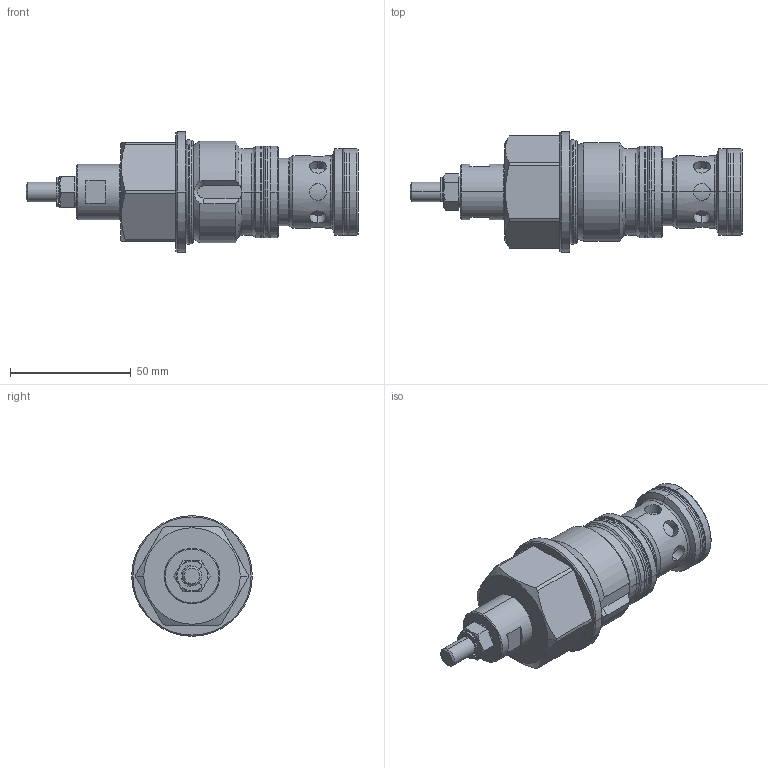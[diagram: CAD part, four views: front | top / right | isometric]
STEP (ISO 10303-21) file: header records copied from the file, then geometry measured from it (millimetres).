
FILE_DESCRIPTION (( 'STEP AP214' ), '1' );
FILE_NAME ('455.F5_Kunde.STEP', '2017-02-22T15:24:45', ( 'user' ), ( '' ), 'SwSTEP 2.0', 'SolidWorks 2016', '' );
FILE_SCHEMA (( 'AUTOMOTIVE_DESIGN' ));
Length unit declared in the file: millimetre
Products named in the file (1): 455.F5_Kunde
Bounding box: 137.67 x 50 x 50 mm (x, y, z)
Volume: 122255.6 mm3; surface area: 23658 mm2
Topology: 5 solids, 5 shells, 216 faces, 477 edges, 287 vertices
Faces by surface type: cylinder 88, plane 54, torus 40, cone 34
Entity records: 7213 total; most frequent: CARTESIAN_POINT 2287, DIRECTION 1076, ORIENTED_EDGE 954, EDGE_CURVE 477, AXIS2_PLACEMENT_3D 452, VERTEX_POINT 287, EDGE_LOOP 238, CIRCLE 235
